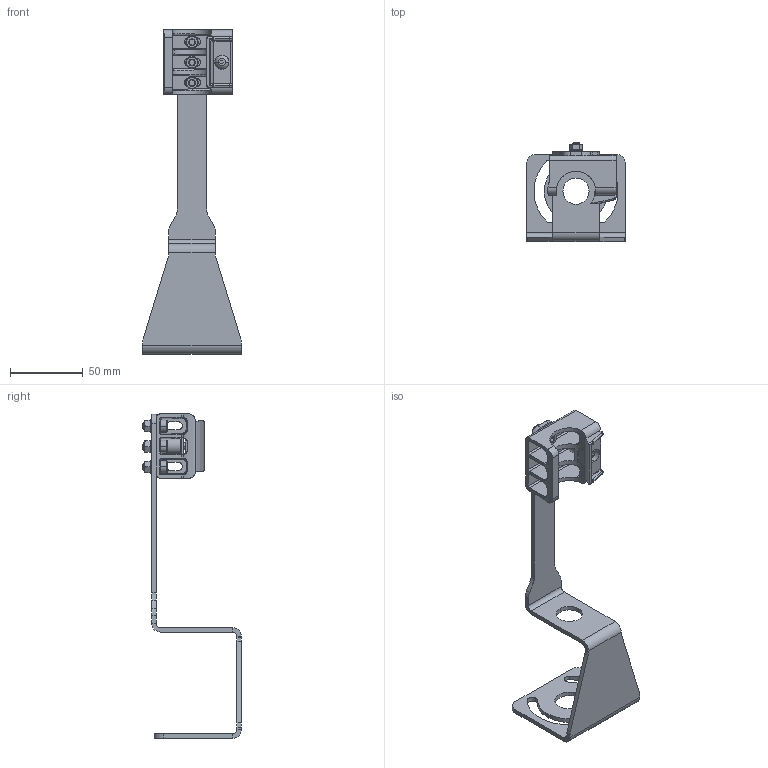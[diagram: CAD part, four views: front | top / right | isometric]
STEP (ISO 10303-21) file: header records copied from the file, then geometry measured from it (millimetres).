
FILE_DESCRIPTION((''),'2;1');
FILE_NAME('211150_ASM','2019-03-22T11:56:49',('pdmadmin'),('BANNER ENGINEERING'),'CREO PARAMETRIC BY PTC INC, 2018300','CREO PARAMETRIC BY PTC INC, 2018300','');
FILE_SCHEMA(('CONFIG_CONTROL_DESIGN'));
Products named in the file (10): 210711; 194129; PEMNUT_ISC-M5; 194129_ASM; 194130; BHCS_M5X16; 186361_ASM; 91292A125_TYPE_18-8_SS_SOCKET_H; 119057; 211150_ASM
Assembly tree (13 placements, depth 4):
  211150_ASM
    210711
    186361_ASM
      194129_ASM
        194129
        PEMNUT_ISC-M5
      194130
      BHCS_M5X16
    91292A125_TYPE_18-8_SS_SOCKET_H  x3
    119057  x3
Bounding box: 68 x 67.9 x 223.25 mm (x, y, z)
Volume: 56022.3 mm3; surface area: 44438.4 mm2
Topology: 11 solids, 14 shells, 913 faces, 2419 edges, 1546 vertices
Faces by surface type: cylinder 444, plane 364, cone 71, torus 15, bspline 15, sphere 4
Entity records: 23300 total; most frequent: CARTESIAN_POINT 10808, ORIENTED_EDGE 2634, DIRECTION 2475, EDGE_CURVE 1319, AXIS2_PLACEMENT_3D 890, VERTEX_POINT 842, VECTOR 695, LINE 695
